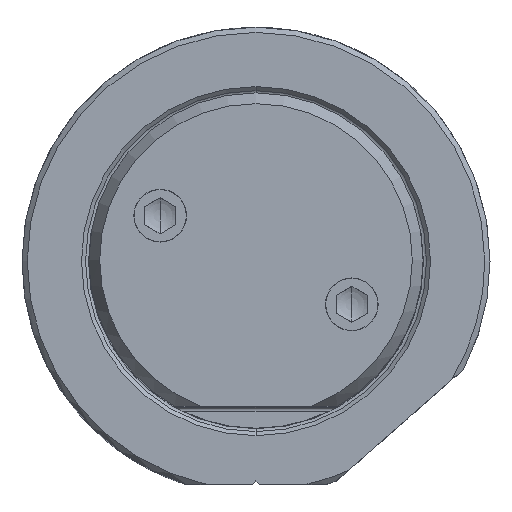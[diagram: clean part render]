
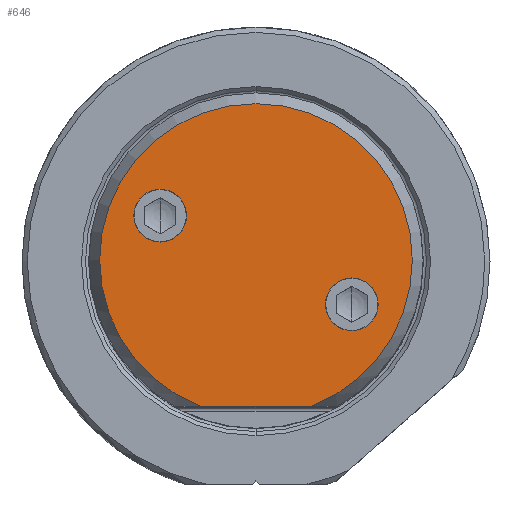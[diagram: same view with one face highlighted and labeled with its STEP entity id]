
A CAD part, top view. The second image highlights one B-rep face of the part: STEP entity #646.
In plain terms, the highlighted planar face has unit normal (0, 0, 1).
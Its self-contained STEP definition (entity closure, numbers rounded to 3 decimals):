
#146=PLANE('',#5793);
#646=ADVANCED_FACE('',(#934,#935,#936),#146,.T.);
#934=FACE_BOUND('',#1076,.T.);
#935=FACE_BOUND('',#1077,.T.);
#936=FACE_BOUND('',#1078,.T.);
#1076=EDGE_LOOP('',(#2926,#2927,#2928,#2929));
#1077=EDGE_LOOP('',(#2930,#2931));
#1078=EDGE_LOOP('',(#2932,#2933));
#1422=LINE('',#11257,#1728);
#1728=VECTOR('',#6820,1.);
#2015=CIRCLE('',#5785,14.847);
#2016=CIRCLE('',#5786,14.847);
#2017=CIRCLE('',#5787,14.847);
#2018=CIRCLE('',#5789,2.5);
#2019=CIRCLE('',#5790,2.5);
#2020=CIRCLE('',#5791,2.5);
#2021=CIRCLE('',#5792,2.5);
#2926=ORIENTED_EDGE('',*,*,#4759,.T.);
#2927=ORIENTED_EDGE('',*,*,#4758,.T.);
#2928=ORIENTED_EDGE('',*,*,#4755,.T.);
#2929=ORIENTED_EDGE('',*,*,#4760,.T.);
#2930=ORIENTED_EDGE('',*,*,#4761,.T.);
#2931=ORIENTED_EDGE('',*,*,#4762,.T.);
#2932=ORIENTED_EDGE('',*,*,#4763,.T.);
#2933=ORIENTED_EDGE('',*,*,#4764,.T.);
#4092=VERTEX_POINT('',#11258);
#4093=VERTEX_POINT('',#11259);
#4094=VERTEX_POINT('',#11270);
#4095=VERTEX_POINT('',#11272);
#4096=VERTEX_POINT('',#11276);
#4097=VERTEX_POINT('',#11277);
#4098=VERTEX_POINT('',#11280);
#4099=VERTEX_POINT('',#11281);
#4755=EDGE_CURVE('',#4092,#4093,#1422,.T.);
#4758=EDGE_CURVE('',#4094,#4092,#2015,.T.);
#4759=EDGE_CURVE('',#4095,#4094,#2016,.T.);
#4760=EDGE_CURVE('',#4093,#4095,#2017,.T.);
#4761=EDGE_CURVE('',#4096,#4097,#2018,.T.);
#4762=EDGE_CURVE('',#4097,#4096,#2019,.T.);
#4763=EDGE_CURVE('',#4098,#4099,#2020,.T.);
#4764=EDGE_CURVE('',#4099,#4098,#2021,.T.);
#5785=AXIS2_PLACEMENT_3D('',#11269,#6823,#6824);
#5786=AXIS2_PLACEMENT_3D('',#11271,#6825,#6826);
#5787=AXIS2_PLACEMENT_3D('',#11273,#6827,#6828);
#5789=AXIS2_PLACEMENT_3D('',#11275,#6831,#6832);
#5790=AXIS2_PLACEMENT_3D('',#11278,#6833,#6834);
#5791=AXIS2_PLACEMENT_3D('',#11279,#6835,#6836);
#5792=AXIS2_PLACEMENT_3D('',#11282,#6837,#6838);
#5793=AXIS2_PLACEMENT_3D('',#11283,#6839,#6840);
#6820=DIRECTION('',(1.,0.,0.));
#6823=DIRECTION('',(0.,0.,1.));
#6824=DIRECTION('',(-1.,0.,0.));
#6825=DIRECTION('',(0.,0.,1.));
#6826=DIRECTION('',(1.,0.,0.));
#6827=DIRECTION('',(0.,0.,1.));
#6828=DIRECTION('',(0.356,-0.935,0.));
#6831=DIRECTION('',(0.,0.,-1.));
#6832=DIRECTION('',(1.,0.,0.));
#6833=DIRECTION('',(0.,0.,-1.));
#6834=DIRECTION('',(-1.,0.,0.));
#6835=DIRECTION('',(0.,0.,-1.));
#6836=DIRECTION('',(1.,0.,0.));
#6837=DIRECTION('',(0.,0.,-1.));
#6838=DIRECTION('',(-1.,0.,0.));
#6839=DIRECTION('',(0.,0.,1.));
#6840=DIRECTION('',(1.,0.,0.));
#11257=CARTESIAN_POINT('',(-5.284,-13.875,60.33));
#11258=CARTESIAN_POINT('',(-5.284,-13.875,60.33));
#11259=CARTESIAN_POINT('',(5.284,-13.875,60.33));
#11269=CARTESIAN_POINT('',(0.,0.,60.33));
#11270=CARTESIAN_POINT('',(-14.847,0.,60.33));
#11271=CARTESIAN_POINT('',(0.,0.,60.33));
#11272=CARTESIAN_POINT('',(14.847,0.,60.33));
#11273=CARTESIAN_POINT('',(0.,0.,60.33));
#11275=CARTESIAN_POINT('',(9.106,-4.206,60.33));
#11276=CARTESIAN_POINT('',(11.606,-4.206,60.33));
#11277=CARTESIAN_POINT('',(6.606,-4.206,60.33));
#11278=CARTESIAN_POINT('',(9.106,-4.206,60.33));
#11279=CARTESIAN_POINT('',(-9.106,4.206,60.33));
#11280=CARTESIAN_POINT('',(-6.606,4.206,60.33));
#11281=CARTESIAN_POINT('',(-11.606,4.206,60.33));
#11282=CARTESIAN_POINT('',(-9.106,4.206,60.33));
#11283=CARTESIAN_POINT('',(0.,0.486,60.33));
